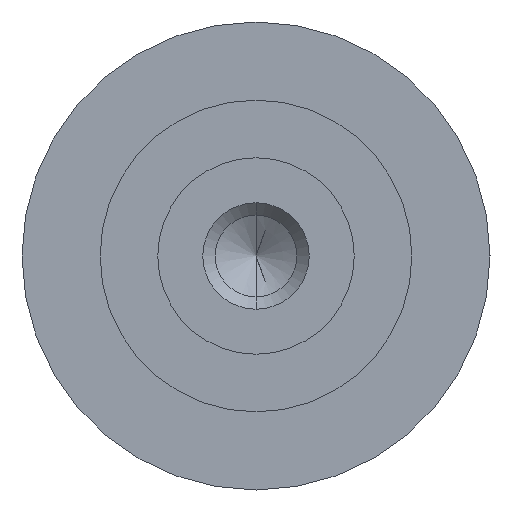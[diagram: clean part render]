
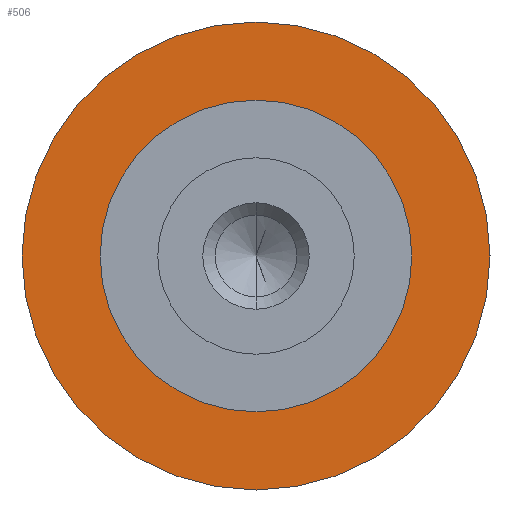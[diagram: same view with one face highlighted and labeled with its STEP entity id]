
A CAD part, left-side view. The second image highlights one B-rep face of the part: STEP entity #506.
In plain terms, the highlighted planar face has unit normal (-1, 0, 0).
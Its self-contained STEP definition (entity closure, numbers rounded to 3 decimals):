
#22 = CARTESIAN_POINT ( 'NONE',  ( 5., 9.525, 0. ) ) ;
#33 = DIRECTION ( 'NONE',  ( -1., 0., 0. ) ) ;
#97 = AXIS2_PLACEMENT_3D ( 'NONE', #733, #665, #726 ) ;
#100 = FACE_BOUND ( 'NONE', #532, .T. ) ;
#116 = ORIENTED_EDGE ( 'NONE', *, *, #730, .F. ) ;
#130 = DIRECTION ( 'NONE',  ( 0., -1., 0. ) ) ;
#140 = CIRCLE ( 'NONE', #626, 9.525 ) ;
#145 = EDGE_LOOP ( 'NONE', ( #806, #374 ) ) ;
#166 = DIRECTION ( 'NONE',  ( 0., -1., 0. ) ) ;
#207 = CIRCLE ( 'NONE', #686, 14.3 ) ;
#257 = AXIS2_PLACEMENT_3D ( 'NONE', #748, #746, #166 ) ;
#269 = CARTESIAN_POINT ( 'NONE',  ( 5., 0., 0. ) ) ;
#275 = EDGE_CURVE ( 'NONE', #623, #546, #207, .T. ) ;
#363 = PLANE ( 'NONE',  #257 ) ;
#374 = ORIENTED_EDGE ( 'NONE', *, *, #275, .T. ) ;
#423 = VERTEX_POINT ( 'NONE', #22 ) ;
#446 = CARTESIAN_POINT ( 'NONE',  ( 5., -14.3, 0. ) ) ;
#452 = CARTESIAN_POINT ( 'NONE',  ( 5., 0., 0. ) ) ;
#480 = CIRCLE ( 'NONE', #97, 14.3 ) ;
#506 = ADVANCED_FACE ( 'NONE', ( #100, #755 ), #363, .T. ) ;
#529 = ORIENTED_EDGE ( 'NONE', *, *, #704, .F. ) ;
#530 = DIRECTION ( 'NONE',  ( 0., -1., 0. ) ) ;
#532 = EDGE_LOOP ( 'NONE', ( #529, #116 ) ) ;
#546 = VERTEX_POINT ( 'NONE', #752 ) ;
#585 = AXIS2_PLACEMENT_3D ( 'NONE', #452, #713, #130 ) ;
#605 = VERTEX_POINT ( 'NONE', #650 ) ;
#623 = VERTEX_POINT ( 'NONE', #446 ) ;
#626 = AXIS2_PLACEMENT_3D ( 'NONE', #269, #33, #530 ) ;
#638 = DIRECTION ( 'NONE',  ( -1., 0., 0. ) ) ;
#644 = DIRECTION ( 'NONE',  ( 0., -1., 0. ) ) ;
#650 = CARTESIAN_POINT ( 'NONE',  ( 5., -9.525, 0. ) ) ;
#653 = CIRCLE ( 'NONE', #585, 9.525 ) ;
#665 = DIRECTION ( 'NONE',  ( -1., 0., 0. ) ) ;
#686 = AXIS2_PLACEMENT_3D ( 'NONE', #782, #638, #644 ) ;
#704 = EDGE_CURVE ( 'NONE', #605, #423, #653, .T. ) ;
#713 = DIRECTION ( 'NONE',  ( -1., 0., 0. ) ) ;
#726 = DIRECTION ( 'NONE',  ( 0., -1., 0. ) ) ;
#730 = EDGE_CURVE ( 'NONE', #423, #605, #140, .T. ) ;
#733 = CARTESIAN_POINT ( 'NONE',  ( 5., 0., 0. ) ) ;
#746 = DIRECTION ( 'NONE',  ( -1., 0., 0. ) ) ;
#748 = CARTESIAN_POINT ( 'NONE',  ( 5., 0., 0. ) ) ;
#752 = CARTESIAN_POINT ( 'NONE',  ( 5., 14.3, 0. ) ) ;
#755 = FACE_OUTER_BOUND ( 'NONE', #145, .T. ) ;
#782 = CARTESIAN_POINT ( 'NONE',  ( 5., 0., 0. ) ) ;
#806 = ORIENTED_EDGE ( 'NONE', *, *, #817, .T. ) ;
#817 = EDGE_CURVE ( 'NONE', #546, #623, #480, .T. ) ;
